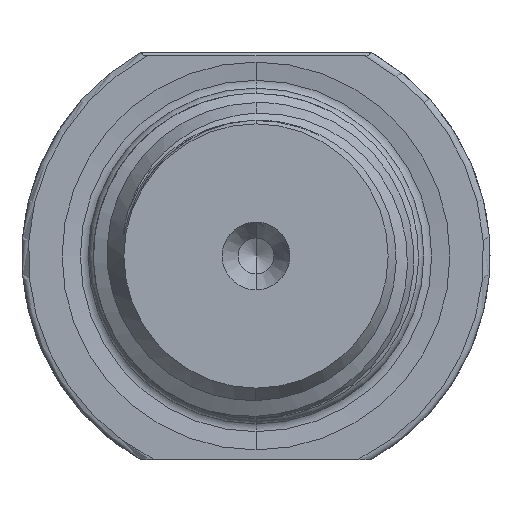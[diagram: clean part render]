
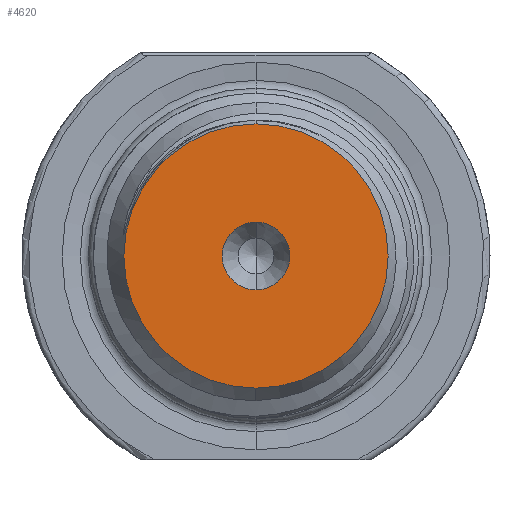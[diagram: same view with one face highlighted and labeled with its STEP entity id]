
A CAD part, left-side view. The second image highlights one B-rep face of the part: STEP entity #4620.
In plain terms, the highlighted planar face has unit normal (-1, 0, 0).
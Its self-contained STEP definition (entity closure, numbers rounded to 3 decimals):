
#413 = AXIS2_PLACEMENT_3D ( 'NONE', #5178, #1761, #6147 ) ;
#864 = DIRECTION ( 'NONE',  ( 0., 0., 1. ) ) ;
#955 = VERTEX_POINT ( 'NONE', #4355 ) ;
#966 = CARTESIAN_POINT ( 'NONE',  ( 0., 0., -2.65 ) ) ;
#1328 = CARTESIAN_POINT ( 'NONE',  ( 0., 0., 0. ) ) ;
#1448 = AXIS2_PLACEMENT_3D ( 'NONE', #3419, #5353, #4345 ) ;
#1486 = PLANE ( 'NONE',  #3298 ) ;
#1580 = CIRCLE ( 'NONE', #3214, 2.65 ) ;
#1747 = VERTEX_POINT ( 'NONE', #4765 ) ;
#1761 = DIRECTION ( 'NONE',  ( -1., 0., 0. ) ) ;
#1898 = DIRECTION ( 'NONE',  ( 1., 0., 0. ) ) ;
#1990 = CARTESIAN_POINT ( 'NONE',  ( 0., 0., 0. ) ) ;
#2096 = DIRECTION ( 'NONE',  ( 0., 0., 1. ) ) ;
#2422 = ORIENTED_EDGE ( 'NONE', *, *, #5278, .F. ) ;
#2686 = VERTEX_POINT ( 'NONE', #5689 ) ;
#2754 = CIRCLE ( 'NONE', #5232, 10.3 ) ;
#2956 = CIRCLE ( 'NONE', #413, 10.3 ) ;
#3100 = VERTEX_POINT ( 'NONE', #966 ) ;
#3214 = AXIS2_PLACEMENT_3D ( 'NONE', #1328, #3268, #864 ) ;
#3268 = DIRECTION ( 'NONE',  ( -1., 0., 0. ) ) ;
#3298 = AXIS2_PLACEMENT_3D ( 'NONE', #5749, #1898, #5308 ) ;
#3407 = FACE_OUTER_BOUND ( 'NONE', #6069, .T. ) ;
#3419 = CARTESIAN_POINT ( 'NONE',  ( 0., 0., 0. ) ) ;
#3799 = EDGE_LOOP ( 'NONE', ( #5316, #2422 ) ) ;
#3904 = FACE_BOUND ( 'NONE', #3799, .T. ) ;
#4345 = DIRECTION ( 'NONE',  ( 0., 0., 1. ) ) ;
#4355 = CARTESIAN_POINT ( 'NONE',  ( 0., 0., -10.3 ) ) ;
#4533 = CIRCLE ( 'NONE', #1448, 2.65 ) ;
#4539 = EDGE_CURVE ( 'NONE', #2686, #3100, #1580, .T. ) ;
#4620 = ADVANCED_FACE ( 'NONE', ( #3407, #3904 ), #1486, .F. ) ;
#4765 = CARTESIAN_POINT ( 'NONE',  ( 0., 0., 10.3 ) ) ;
#4954 = DIRECTION ( 'NONE',  ( -1., 0., 0. ) ) ;
#5178 = CARTESIAN_POINT ( 'NONE',  ( 0., 0., 0. ) ) ;
#5232 = AXIS2_PLACEMENT_3D ( 'NONE', #1990, #4954, #2096 ) ;
#5278 = EDGE_CURVE ( 'NONE', #3100, #2686, #4533, .T. ) ;
#5308 = DIRECTION ( 'NONE',  ( 0., 0., -1. ) ) ;
#5316 = ORIENTED_EDGE ( 'NONE', *, *, #4539, .F. ) ;
#5353 = DIRECTION ( 'NONE',  ( -1., 0., 0. ) ) ;
#5490 = ORIENTED_EDGE ( 'NONE', *, *, #6336, .T. ) ;
#5689 = CARTESIAN_POINT ( 'NONE',  ( 0., 0., 2.65 ) ) ;
#5749 = CARTESIAN_POINT ( 'NONE',  ( 0., 0., 0. ) ) ;
#5851 = EDGE_CURVE ( 'NONE', #955, #1747, #2956, .T. ) ;
#5991 = ORIENTED_EDGE ( 'NONE', *, *, #5851, .T. ) ;
#6069 = EDGE_LOOP ( 'NONE', ( #5991, #5490 ) ) ;
#6147 = DIRECTION ( 'NONE',  ( 0., 0., 1. ) ) ;
#6336 = EDGE_CURVE ( 'NONE', #1747, #955, #2754, .T. ) ;
